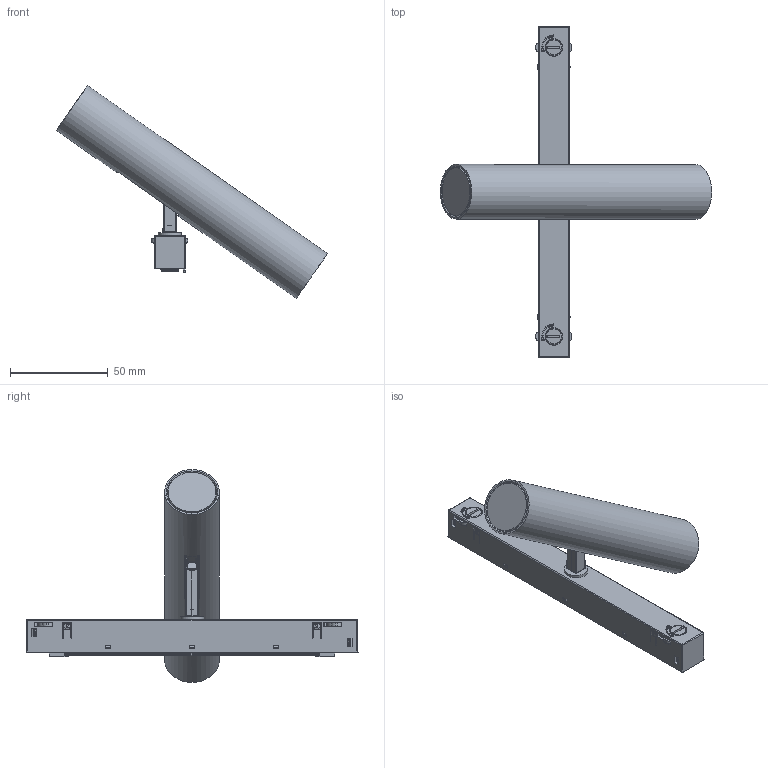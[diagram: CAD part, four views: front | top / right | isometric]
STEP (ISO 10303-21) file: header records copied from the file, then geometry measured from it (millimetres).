
FILE_DESCRIPTION(/* description */ ('This is a sample STEP configuration'),/* implementation_level */ '2;1');
FILE_NAME(/* name */ '720-00441xxxxxxx SIMPLE.ipt_Rev_00.3.stp',/* time_stamp */ '2023-04-26T09:05:25+02:00',/* author */ ('powerJobs'),/* organization */ ('coolOrange'),/* preprocessor_version */ 'ST-DEVELOPER v19.2',/* originating_system */ 'Autodesk Inventor 2023',/* authorisation */ '');
FILE_SCHEMA (('AUTOMOTIVE_DESIGN { 1 0 10303 214 3 1 1 }'));
Length unit declared in the file: millimetre
Products named in the file (1): ENG000017909
Bounding box: 138.93 x 170 x 108.97 mm (x, y, z)
Volume: 66384.5 mm3; surface area: 68052.6 mm2
Topology: 8 solids, 12 shells, 2067 faces, 5535 edges, 3474 vertices
Faces by surface type: plane 982, bspline 460, cylinder 445, cone 88, torus 58, sphere 34
Full cylindrical faces by diameter (mm): 2.1 x4, 2.25 x4, 2.459 x1, 2.5 x6, 2.6 x4, 3 x2, 3.2 x1, 3.5 x1, 4.7 x4, 5 x6, 5.047 x1, 5.2 x2, 6 x2, 6.2 x1, 6.4 x1, 7 x1, 8.1 x1, 8.2 x1, 8.3 x2, 8.4 x2, 10.2 x1, 10.4 x2, 12 x1, 13.4 x1, 22.6 x1, 24.6 x2, 25 x1, 25.3 x3, 28 x1
Entity records: 82321 total; most frequent: CARTESIAN_POINT 31522, ORIENTED_EDGE 11040, DIRECTION 10076, EDGE_CURVE 5520, VERTEX_POINT 3474, AXIS2_PLACEMENT_3D 3473, LINE 3130, VECTOR 3130
